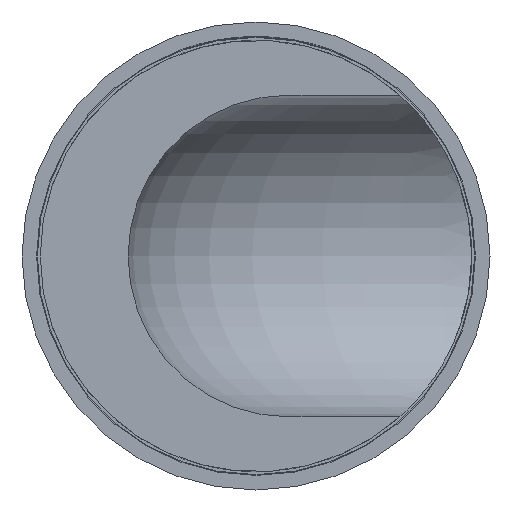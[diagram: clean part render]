
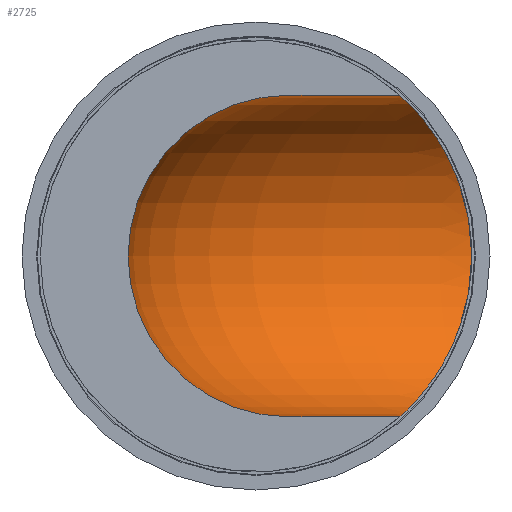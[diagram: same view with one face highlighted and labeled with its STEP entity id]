
A CAD part, front view. The second image highlights one B-rep face of the part: STEP entity #2725.
In plain terms, the highlighted toroidal (fillet/blend) face has major radius 1.9 mm and minor radius 1.1 mm.
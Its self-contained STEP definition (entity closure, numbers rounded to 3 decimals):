
#12 = CARTESIAN_POINT ( 'NONE',  ( 1.099, 6.179, -0.985 ) ) ;
#20 = CARTESIAN_POINT ( 'NONE',  ( 1.475, 6.929, 0. ) ) ;
#36 = CARTESIAN_POINT ( 'NONE',  ( 1.012, 5.861, -1.075 ) ) ;
#65 = CARTESIAN_POINT ( 'NONE',  ( 1.158, 6.328, 0.92 ) ) ;
#67 = B_SPLINE_CURVE_WITH_KNOTS ( 'NONE', 3,
 ( #685, #1396, #36, #12, #1416, #1652, #491, #1171, #1191, #2782, #706, #20 ),
 .UNSPECIFIED., .F., .F.,
 ( 4, 2, 2, 2, 2, 4 ),
 ( 0.001, 0.002, 0.002, 0.002, 0.003, 0.003 ),
 .UNSPECIFIED. ) ;
#276 = CARTESIAN_POINT ( 'NONE',  ( 1.443, 6.879, 0.341 ) ) ;
#279 = CIRCLE ( 'NONE', #1657, 1.1 ) ;
#313 = CARTESIAN_POINT ( 'NONE',  ( 0.983, 5.518, 1.1 ) ) ;
#350 = TOROIDAL_SURFACE ( 'NONE', #1300, 1.9, 1.1 ) ;
#448 = VERTEX_POINT ( 'NONE', #842 ) ;
#491 = CARTESIAN_POINT ( 'NONE',  ( 1.281, 6.588, -0.734 ) ) ;
#516 = CARTESIAN_POINT ( 'NONE',  ( 1.344, 6.709, 0.626 ) ) ;
#525 = CARTESIAN_POINT ( 'NONE',  ( 2.125, 4., -1.1 ) ) ;
#544 = CARTESIAN_POINT ( 'NONE',  ( 0.99, 5.691, 1.094 ) ) ;
#600 = FACE_OUTER_BOUND ( 'NONE', #1977, .T. ) ;
#618 = EDGE_CURVE ( 'Defeature ausgef�hrt1_12+Defeature ausgef�hrt1_10+Defeature ausgef�hrt1_11+Defeature ausgef�hrt1_9', #2964, #866, #279, .T. ) ;
#685 = CARTESIAN_POINT ( 'NONE',  ( 0.983, 5.518, -1.1 ) ) ;
#706 = CARTESIAN_POINT ( 'NONE',  ( 1.475, 6.929, -0.173 ) ) ;
#723 = DIRECTION ( 'NONE',  ( 1., 0., 0. ) ) ;
#825 = ORIENTED_EDGE ( 'NONE', *, *, #2683, .T. ) ;
#842 = CARTESIAN_POINT ( 'NONE',  ( 0.983, 5.518, -1.1 ) ) ;
#866 = VERTEX_POINT ( 'NONE', #1672 ) ;
#966 = CARTESIAN_POINT ( 'NONE',  ( 1.475, 6.929, 0. ) ) ;
#1117 = CARTESIAN_POINT ( 'NONE',  ( 0.225, 4., 0. ) ) ;
#1158 = AXIS2_PLACEMENT_3D ( 'NONE', #1866, #2798, #2117 ) ;
#1171 = CARTESIAN_POINT ( 'NONE',  ( 1.34, 6.701, -0.619 ) ) ;
#1191 = CARTESIAN_POINT ( 'NONE',  ( 1.369, 6.752, -0.554 ) ) ;
#1228 = CARTESIAN_POINT ( 'NONE',  ( 1.475, 6.929, 0.173 ) ) ;
#1238 = CARTESIAN_POINT ( 'NONE',  ( 1.015, 5.858, 1.07 ) ) ;
#1256 = CIRCLE ( 'NONE', #2679, 1.9 ) ;
#1273 = VERTEX_POINT ( 'NONE', #2372 ) ;
#1281 = CARTESIAN_POINT ( 'NONE',  ( 0.225, 4., 1.1 ) ) ;
#1300 = AXIS2_PLACEMENT_3D ( 'NONE', #2793, #1882, #723 ) ;
#1396 = CARTESIAN_POINT ( 'NONE',  ( 0.983, 5.69, -1.1 ) ) ;
#1416 = CARTESIAN_POINT ( 'NONE',  ( 1.159, 6.329, -0.919 ) ) ;
#1592 = CIRCLE ( 'NONE', #1158, 1.9 ) ;
#1597 = DIRECTION ( 'NONE',  ( 0., 0., 1. ) ) ;
#1612 = DIRECTION ( 'NONE',  ( 1., 0., 0. ) ) ;
#1652 = CARTESIAN_POINT ( 'NONE',  ( 1.25, 6.527, -0.785 ) ) ;
#1657 = AXIS2_PLACEMENT_3D ( 'NONE', #1117, #2495, #2270 ) ;
#1669 = VERTEX_POINT ( 'NONE', #2955 ) ;
#1672 = CARTESIAN_POINT ( 'NONE',  ( 0.225, 4., -1.1 ) ) ;
#1681 = B_SPLINE_CURVE_WITH_KNOTS ( 'NONE', 3,
 ( #966, #1228, #276, #516, #2134, #65, #1709, #2387, #1238, #544, #2395, #313 ),
 .UNSPECIFIED., .F., .F.,
 ( 4, 2, 2, 2, 2, 4 ),
 ( 0.003, 0.004, 0.004, 0.005, 0.005, 0.005 ),
 .UNSPECIFIED. ) ;
#1709 = CARTESIAN_POINT ( 'NONE',  ( 1.099, 6.178, 0.986 ) ) ;
#1866 = CARTESIAN_POINT ( 'NONE',  ( 2.125, 4., 1.1 ) ) ;
#1882 = DIRECTION ( 'NONE',  ( 0., 0., 1. ) ) ;
#1964 = EDGE_CURVE ( 'Defeature ausgef�hrt1_9+Defeature ausgef�hrt1_12+Defeature ausgef�hrt1_7+Defeature ausgef�hrt1_10', #448, #866, #1256, .T. ) ;
#1977 = EDGE_LOOP ( 'NONE', ( #2302, #2665, #825, #2358, #2539 ) ) ;
#2117 = DIRECTION ( 'NONE',  ( 1., 0., 0. ) ) ;
#2134 = CARTESIAN_POINT ( 'NONE',  ( 1.28, 6.593, 0.74 ) ) ;
#2270 = DIRECTION ( 'NONE',  ( 1., 0., 0. ) ) ;
#2302 = ORIENTED_EDGE ( 'NONE', *, *, #2705, .T. ) ;
#2358 = ORIENTED_EDGE ( 'NONE', *, *, #618, .T. ) ;
#2372 = CARTESIAN_POINT ( 'NONE',  ( 1.475, 6.929, 0. ) ) ;
#2387 = CARTESIAN_POINT ( 'NONE',  ( 1.033, 5.94, 1.053 ) ) ;
#2395 = CARTESIAN_POINT ( 'NONE',  ( 0.983, 5.604, 1.1 ) ) ;
#2495 = DIRECTION ( 'NONE',  ( 0., -1., 0. ) ) ;
#2539 = ORIENTED_EDGE ( 'NONE', *, *, #1964, .F. ) ;
#2665 = ORIENTED_EDGE ( 'NONE', *, *, #2828, .T. ) ;
#2679 = AXIS2_PLACEMENT_3D ( 'NONE', #525, #1597, #1612 ) ;
#2683 = EDGE_CURVE ( 'Defeature ausgef�hrt1_12+Defeature ausgef�hrt1_11+Defeature ausgef�hrt1_7+Defeature ausgef�hrt1_10', #1669, #2964, #1592, .T. ) ;
#2705 = EDGE_CURVE ( 'Defeature ausgef�hrt1_12+Defeature ausgef�hrt1_7+Defeature ausgef�hrt1_9+Defeature ausgef�hrt1_11', #448, #1273, #67, .T. ) ;
#2725 = ADVANCED_FACE ( 'Defeature ausgef�hrt1_12', ( #600 ), #350, .F. ) ;
#2782 = CARTESIAN_POINT ( 'NONE',  ( 1.442, 6.878, -0.342 ) ) ;
#2793 = CARTESIAN_POINT ( 'NONE',  ( 2.125, 4., 0. ) ) ;
#2798 = DIRECTION ( 'NONE',  ( 0., 0., 1. ) ) ;
#2828 = EDGE_CURVE ( 'Defeature ausgef�hrt1_12+Defeature ausgef�hrt1_7+Defeature ausgef�hrt1_9+Defeature ausgef�hrt1_11', #1273, #1669, #1681, .T. ) ;
#2955 = CARTESIAN_POINT ( 'NONE',  ( 0.983, 5.518, 1.1 ) ) ;
#2964 = VERTEX_POINT ( 'NONE', #1281 ) ;
